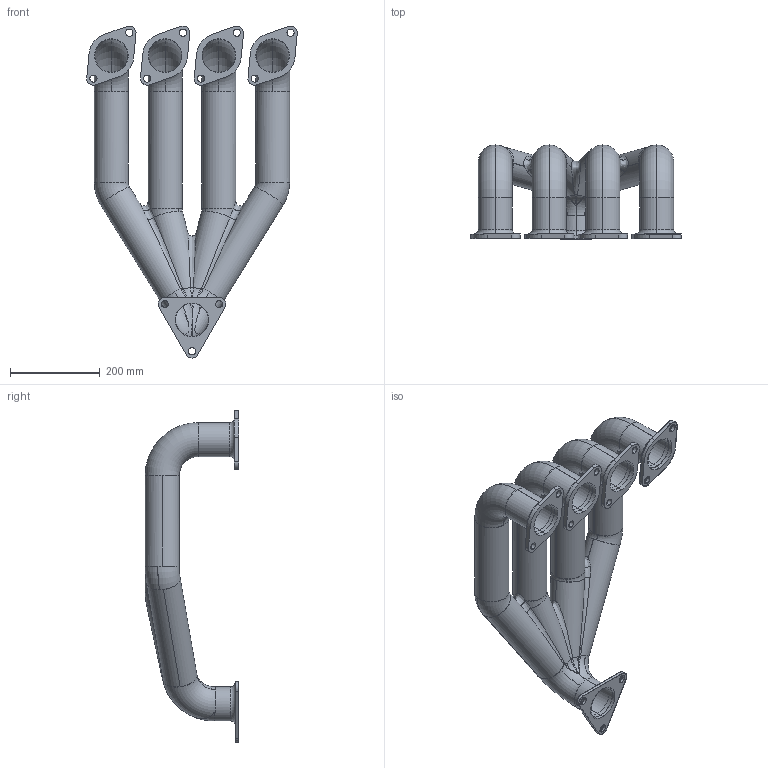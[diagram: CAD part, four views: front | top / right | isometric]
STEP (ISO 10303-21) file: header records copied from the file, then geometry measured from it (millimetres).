
FILE_DESCRIPTION (( 'STEP AP214' ), '1' );
FILE_NAME ('INLINE FOUR EXHAUST PIPE.STEP', '2026-01-31T18:44:38', ( '' ), ( '' ), 'SwSTEP 2.0', 'SolidWorks 2026', '' );
FILE_SCHEMA (( 'AUTOMOTIVE_DESIGN' ));
Length unit declared in the file: millimetre
Products named in the file (1): INLINE FOUR EXHAUST PIPE
Bounding box: 469.96 x 209 x 741.22 mm (x, y, z)
Volume: 899102.8 mm3; surface area: 1381453.1 mm2
Topology: 1 solids, 1 shells, 268 faces, 709 edges, 451 vertices
Faces by surface type: cylinder 130, torus 68, plane 45, bspline 24, sphere 1
Entity records: 11404 total; most frequent: CARTESIAN_POINT 4562, DIRECTION 1528, ORIENTED_EDGE 1412, EDGE_CURVE 706, AXIS2_PLACEMENT_3D 661, VERTEX_POINT 451, CIRCLE 416, EDGE_LOOP 319
